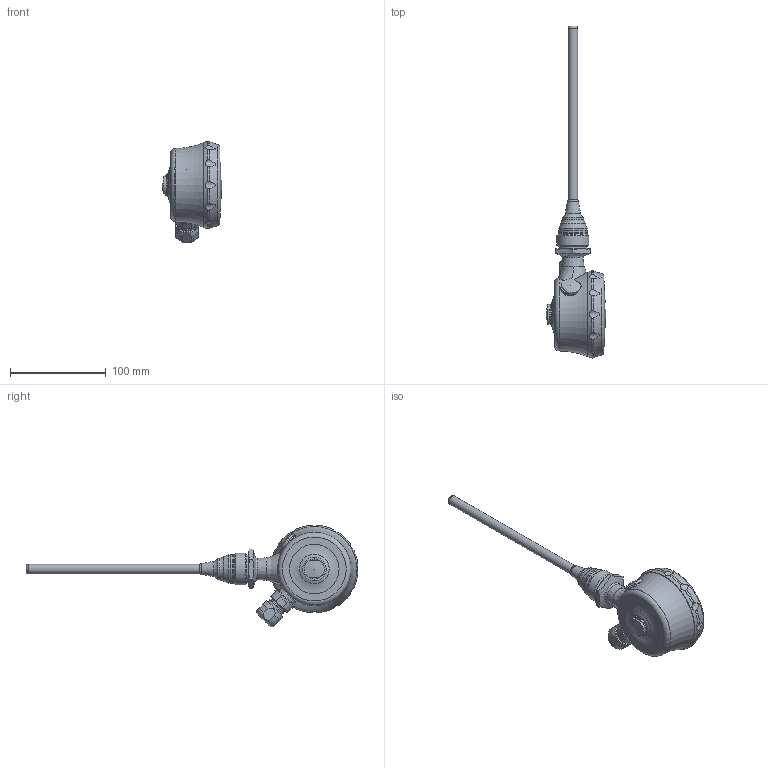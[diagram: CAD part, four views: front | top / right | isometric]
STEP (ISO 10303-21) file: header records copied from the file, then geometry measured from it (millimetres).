
FILE_DESCRIPTION(/* description */ ('Unknown'),/* implementation_level */ '2;1');
FILE_NAME(/* name */ 'PLP70x-50020001x.D11GA040.3xxx',/* time_stamp */ '2024-02-08T13:00:47+01:00',/* author */ ('Unknown'),/* organization */ ('Baumer'),/* preprocessor_version */ 'ST-DEVELOPER v16.7',/* originating_system */ 'Solid Edge',/* authorisation */ 'Unknown');
FILE_SCHEMA (('AUTOMOTIVE_DESIGN {1 0 10303 214 3 1 1}'));
Length unit declared in the file: millimetre
Products named in the file (1): Part1
Bounding box: 62.05 x 345.91 x 105.49 mm (x, y, z)
Volume: 121318.7 mm3; surface area: 85984.3 mm2
Topology: 1 solids, 11 shells, 518 faces, 1307 edges, 839 vertices
Faces by surface type: cylinder 172, plane 146, cone 106, torus 70, bspline 20, sphere 4
Full cylindrical faces by diameter (mm): 1.9 x1, 2 x4, 3 x1, 3.4 x4, 4.5 x1, 7 x1, 8 x1, 9.5 x1, 10 x3, 11.5 x1, 12 x1, 13 x1, 13.2 x1, 13.5 x1, 14 x2, 15.2 x1, 16 x12, 17.7 x1, 18 x1, 18.36 x1, 18.376 x1, 18.38 x1, 18.9 x1, 18.917 x1, 19 x1, 19.5 x1, 19.7 x1, 20 x2, 20.8 x3, 21 x3
Entity records: 19997 total; most frequent: CARTESIAN_POINT 5534, DIRECTION 2227, ORIENTED_EDGE 2032, AXIS2_PLACEMENT_3D 1022, EDGE_CURVE 1016, FACE_BOUND 777, EDGE_LOOP 764, VERTEX_POINT 749
